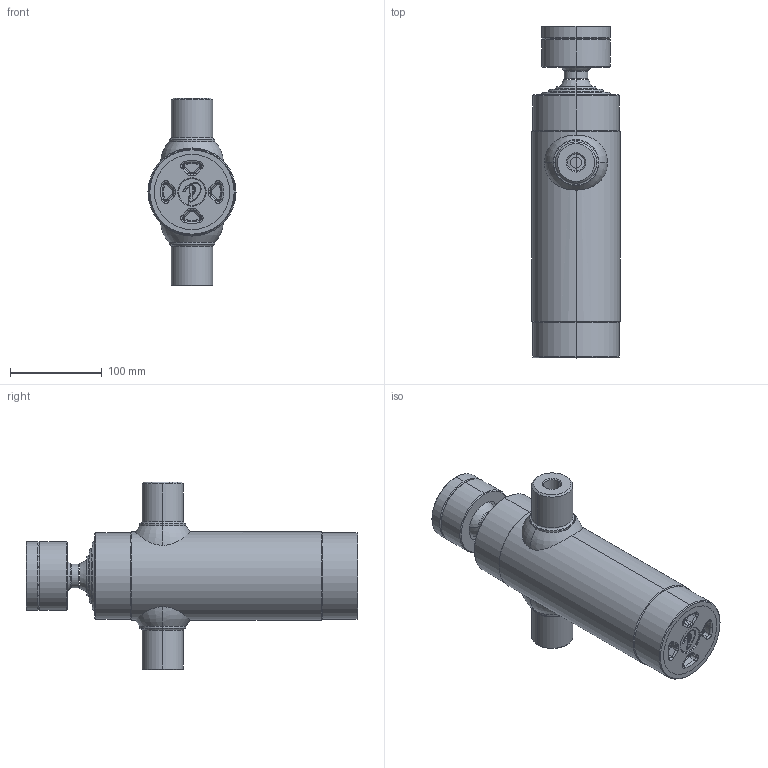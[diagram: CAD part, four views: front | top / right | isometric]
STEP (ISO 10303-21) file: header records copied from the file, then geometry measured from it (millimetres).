
FILE_DESCRIPTION (( 'STEP AP203' ), '1' );
FILE_NAME ('305.BGHR.STEP', '2014-10-06T13:23:59', ( '' ), ( '' ), 'SwSTEP 2.0', 'SolidWorks 2013', '' );
FILE_SCHEMA (( 'CONFIG_CONTROL_DESIGN' ));
Length unit declared in the file: millimetre
Products named in the file (1): 305.BGHR
Bounding box: 96 x 362 x 205 mm (x, y, z)
Surface area: 287353.6 mm2 (no closed solid volume)
Topology: 0 solids, 16 shells, 272 faces, 703 edges, 437 vertices
Faces by surface type: cylinder 77, torus 75, cone 71, plane 34, bspline 11, sphere 4
Entity records: 9981 total; most frequent: CARTESIAN_POINT 3261, DIRECTION 1573, ORIENTED_EDGE 1228, EDGE_CURVE 698, AXIS2_PLACEMENT_3D 680, VERTEX_POINT 434, CIRCLE 418, EDGE_LOOP 289
